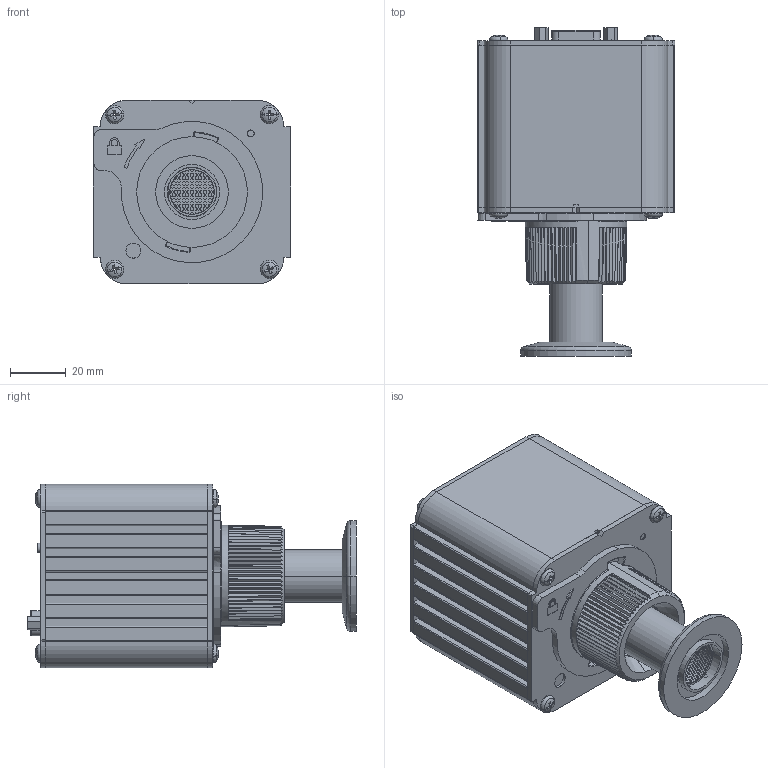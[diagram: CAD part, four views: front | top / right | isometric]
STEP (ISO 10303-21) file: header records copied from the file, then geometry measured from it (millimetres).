
FILE_DESCRIPTION (( 'STEP AP203' ), '1' );
FILE_NAME ('355400-0-YE-T.STEP', '2017-07-26T19:59:15', ( 'MKS' ), ( 'MKS' ), 'SwSTEP 2.0', 'SolidWorks 2015', '' );
FILE_SCHEMA (( 'CONFIG_CONTROL_DESIGN' ));
Length unit declared in the file: inch
Products named in the file (1): 355400-0-YE-T
Bounding box: 71.13 x 118.31 x 66.05 mm (x, y, z)
Surface area: 51954.7 mm2 (no closed solid volume)
Topology: 0 solids, 54 shells, 1016 faces, 5423 edges, 4386 vertices
Faces by surface type: plane 684, cylinder 157, bspline 56, torus 55, cone 40, sphere 24
Entity records: 62297 total; most frequent: CARTESIAN_POINT 22460, ORIENTED_EDGE 7393, DIRECTION 7126, EDGE_CURVE 5375, VERTEX_POINT 4362, VECTOR 3512, LINE 3512, AXIS2_PLACEMENT_3D 1807
